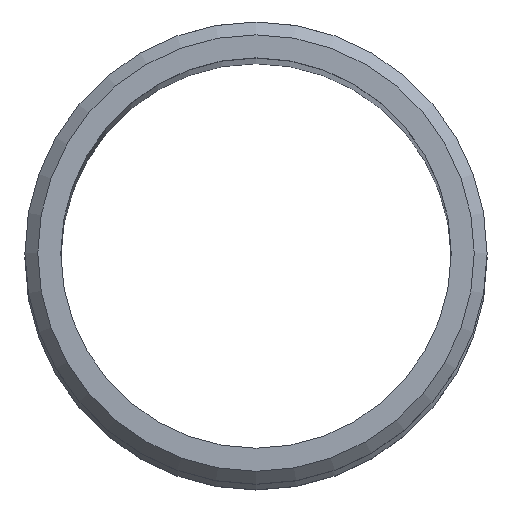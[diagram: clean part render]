
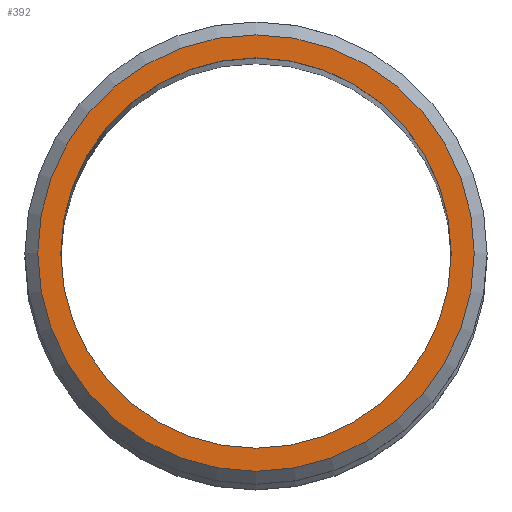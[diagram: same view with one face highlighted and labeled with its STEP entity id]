
A CAD part, top view. The second image highlights one B-rep face of the part: STEP entity #392.
In plain terms, the highlighted planar face has unit normal (0, 0, 1).
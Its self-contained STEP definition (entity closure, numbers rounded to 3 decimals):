
#92=FACE_BOUND('',#128,.T.);
#97=FACE_OUTER_BOUND('',#127,.T.);
#127=EDGE_LOOP('',(#277));
#128=EDGE_LOOP('',(#278));
#162=CIRCLE('',#438,55.9);
#163=CIRCLE('',#439,50.);
#192=VERTEX_POINT('',#646);
#193=VERTEX_POINT('',#648);
#222=EDGE_CURVE('',#192,#192,#162,.T.);
#223=EDGE_CURVE('',#193,#193,#163,.T.);
#277=ORIENTED_EDGE('',*,*,#222,.F.);
#278=ORIENTED_EDGE('',*,*,#223,.T.);
#387=PLANE('',#437);
#392=ADVANCED_FACE('',(#97,#92),#387,.T.);
#437=AXIS2_PLACEMENT_3D('',#645,#499,#500);
#438=AXIS2_PLACEMENT_3D('',#647,#501,#502);
#439=AXIS2_PLACEMENT_3D('',#649,#503,#504);
#499=DIRECTION('center_axis',(0.,0.,1.));
#500=DIRECTION('ref_axis',(1.,0.,0.));
#501=DIRECTION('center_axis',(0.,0.,-1.));
#502=DIRECTION('ref_axis',(1.,0.,0.));
#503=DIRECTION('center_axis',(0.,0.,-1.));
#504=DIRECTION('ref_axis',(1.,0.,0.));
#645=CARTESIAN_POINT('Origin',(0.,55.9,829.4));
#646=CARTESIAN_POINT('',(0.,-55.9,829.4));
#647=CARTESIAN_POINT('Origin',(0.,0.,829.4));
#648=CARTESIAN_POINT('',(0.,-50.,829.4));
#649=CARTESIAN_POINT('Origin',(0.,0.,829.4));
